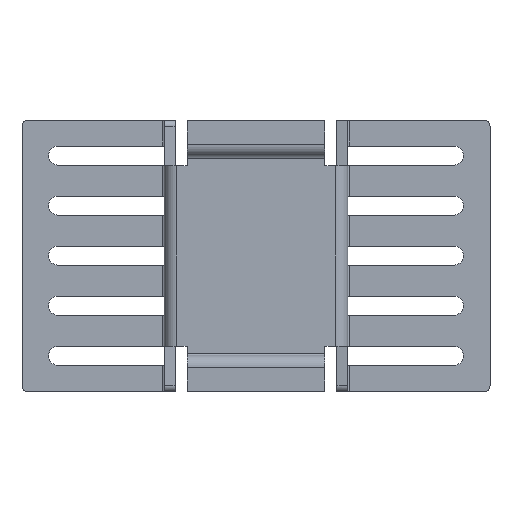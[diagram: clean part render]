
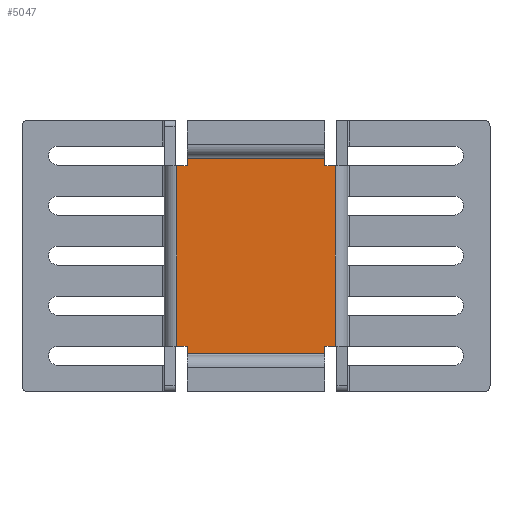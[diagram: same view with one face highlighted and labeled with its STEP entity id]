
A CAD part, front view. The second image highlights one B-rep face of the part: STEP entity #5047.
In plain terms, the highlighted planar face has unit normal (0, -1, 0).
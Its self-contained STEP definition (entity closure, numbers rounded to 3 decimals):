
#87 = EDGE_CURVE ( 'NONE', #7143, #8193, #4542, .T. ) ;
#91 = ORIENTED_EDGE ( 'NONE', *, *, #1687, .T. ) ;
#97 = VECTOR ( 'NONE', #4640, 1000. ) ;
#240 = ORIENTED_EDGE ( 'NONE', *, *, #1265, .T. ) ;
#299 = ORIENTED_EDGE ( 'NONE', *, *, #4223, .T. ) ;
#318 = EDGE_CURVE ( 'NONE', #2472, #421, #1734, .T. ) ;
#360 = VERTEX_POINT ( 'NONE', #5711 ) ;
#365 = CARTESIAN_POINT ( 'NONE',  ( -3.81, 0., 12.91 ) ) ;
#421 = VERTEX_POINT ( 'NONE', #4535 ) ;
#445 = CARTESIAN_POINT ( 'NONE',  ( -3.81, 0., 2.08 ) ) ;
#640 = VERTEX_POINT ( 'NONE', #365 ) ;
#799 = CARTESIAN_POINT ( 'NONE',  ( 3.81, 0., 14.99 ) ) ;
#816 = FACE_OUTER_BOUND ( 'NONE', #6242, .T. ) ;
#953 = CARTESIAN_POINT ( 'NONE',  ( 3.81, 0., 12.49 ) ) ;
#1124 = DIRECTION ( 'NONE',  ( 0., 0., 1. ) ) ;
#1150 = VERTEX_POINT ( 'NONE', #2485 ) ;
#1160 = CARTESIAN_POINT ( 'NONE',  ( 3.81, 0., 14.99 ) ) ;
#1265 = EDGE_CURVE ( 'NONE', #3830, #4509, #2110, .T. ) ;
#1276 = CARTESIAN_POINT ( 'NONE',  ( -5.08, 0., 2.5 ) ) ;
#1286 = LINE ( 'NONE', #5815, #6810 ) ;
#1498 = LINE ( 'NONE', #2711, #3983 ) ;
#1517 = ORIENTED_EDGE ( 'NONE', *, *, #3406, .T. ) ;
#1687 = EDGE_CURVE ( 'NONE', #4509, #640, #1286, .T. ) ;
#1701 = CARTESIAN_POINT ( 'NONE',  ( -3.81, 0., 14.99 ) ) ;
#1734 = LINE ( 'NONE', #5499, #1920 ) ;
#1771 = ORIENTED_EDGE ( 'NONE', *, *, #7943, .T. ) ;
#1797 = LINE ( 'NONE', #1160, #6565 ) ;
#1818 = EDGE_CURVE ( 'NONE', #360, #1150, #1498, .T. ) ;
#1916 = CARTESIAN_POINT ( 'NONE',  ( -3.81, 0., 14.99 ) ) ;
#1920 = VECTOR ( 'NONE', #6337, 1000. ) ;
#1934 = ORIENTED_EDGE ( 'NONE', *, *, #1818, .T. ) ;
#2012 = CARTESIAN_POINT ( 'NONE',  ( -4.4, 0., 14.99 ) ) ;
#2110 = LINE ( 'NONE', #799, #8022 ) ;
#2129 = PLANE ( 'NONE',  #3781 ) ;
#2186 = ORIENTED_EDGE ( 'NONE', *, *, #87, .T. ) ;
#2220 = DIRECTION ( 'NONE',  ( 0., 0., -1. ) ) ;
#2265 = VERTEX_POINT ( 'NONE', #4190 ) ;
#2293 = DIRECTION ( 'NONE',  ( 1., 0., 0. ) ) ;
#2453 = LINE ( 'NONE', #1916, #5652 ) ;
#2458 = ORIENTED_EDGE ( 'NONE', *, *, #4374, .T. ) ;
#2472 = VERTEX_POINT ( 'NONE', #4737 ) ;
#2485 = CARTESIAN_POINT ( 'NONE',  ( 4.4, 0., 2.5 ) ) ;
#2549 = VERTEX_POINT ( 'NONE', #445 ) ;
#2567 = ORIENTED_EDGE ( 'NONE', *, *, #8390, .T. ) ;
#2629 = DIRECTION ( 'NONE',  ( 1., 0., 0. ) ) ;
#2668 = CARTESIAN_POINT ( 'NONE',  ( -5.08, 0., 14.99 ) ) ;
#2711 = CARTESIAN_POINT ( 'NONE',  ( -5.08, 0., 2.5 ) ) ;
#2872 = CARTESIAN_POINT ( 'NONE',  ( -5.08, 0., 2.08 ) ) ;
#3372 = DIRECTION ( 'NONE',  ( 0., 0., 1. ) ) ;
#3406 = EDGE_CURVE ( 'NONE', #3512, #360, #1797, .T. ) ;
#3425 = EDGE_CURVE ( 'NONE', #1150, #2265, #5601, .T. ) ;
#3512 = VERTEX_POINT ( 'NONE', #7975 ) ;
#3530 = VECTOR ( 'NONE', #7165, 1000. ) ;
#3598 = LINE ( 'NONE', #2872, #6797 ) ;
#3781 = AXIS2_PLACEMENT_3D ( 'NONE', #2668, #5929, #5274 ) ;
#3816 = DIRECTION ( 'NONE',  ( 0., 0., -1. ) ) ;
#3830 = VERTEX_POINT ( 'NONE', #953 ) ;
#3983 = VECTOR ( 'NONE', #2629, 1000. ) ;
#4082 = DIRECTION ( 'NONE',  ( -1., 0., 0. ) ) ;
#4190 = CARTESIAN_POINT ( 'NONE',  ( 4.4, 0., 12.49 ) ) ;
#4223 = EDGE_CURVE ( 'NONE', #421, #7143, #5890, .T. ) ;
#4374 = EDGE_CURVE ( 'NONE', #8193, #2549, #2453, .T. ) ;
#4509 = VERTEX_POINT ( 'NONE', #8133 ) ;
#4535 = CARTESIAN_POINT ( 'NONE',  ( -4.4, 0., 12.49 ) ) ;
#4542 = LINE ( 'NONE', #1276, #3530 ) ;
#4640 = DIRECTION ( 'NONE',  ( 0., 0., -1. ) ) ;
#4678 = LINE ( 'NONE', #5818, #6508 ) ;
#4682 = VECTOR ( 'NONE', #1124, 1000. ) ;
#4737 = CARTESIAN_POINT ( 'NONE',  ( -3.81, 0., 12.49 ) ) ;
#4817 = ORIENTED_EDGE ( 'NONE', *, *, #8097, .T. ) ;
#4899 = LINE ( 'NONE', #1701, #5961 ) ;
#4905 = DIRECTION ( 'NONE',  ( 0., 0., 1. ) ) ;
#4993 = DIRECTION ( 'NONE',  ( -1., 0., 0. ) ) ;
#5047 = ADVANCED_FACE ( 'NONE', ( #816 ), #2129, .T. ) ;
#5274 = DIRECTION ( 'NONE',  ( 0., 0., -1. ) ) ;
#5499 = CARTESIAN_POINT ( 'NONE',  ( -5.08, 0., 12.49 ) ) ;
#5601 = LINE ( 'NONE', #8115, #4682 ) ;
#5652 = VECTOR ( 'NONE', #3816, 1000. ) ;
#5711 = CARTESIAN_POINT ( 'NONE',  ( 3.81, 0., 2.5 ) ) ;
#5815 = CARTESIAN_POINT ( 'NONE',  ( -5.08, 0., 12.91 ) ) ;
#5818 = CARTESIAN_POINT ( 'NONE',  ( -5.08, 0., 12.49 ) ) ;
#5890 = LINE ( 'NONE', #2012, #97 ) ;
#5929 = DIRECTION ( 'NONE',  ( 0., -1., 0. ) ) ;
#5961 = VECTOR ( 'NONE', #2220, 1000. ) ;
#6182 = CARTESIAN_POINT ( 'NONE',  ( -4.4, 0., 2.5 ) ) ;
#6242 = EDGE_LOOP ( 'NONE', ( #299, #2186, #2458, #2567, #1517, #1934, #7734, #1771, #240, #91, #4817, #6407 ) ) ;
#6337 = DIRECTION ( 'NONE',  ( -1., 0., 0. ) ) ;
#6407 = ORIENTED_EDGE ( 'NONE', *, *, #318, .T. ) ;
#6508 = VECTOR ( 'NONE', #4082, 1000. ) ;
#6565 = VECTOR ( 'NONE', #4905, 1000. ) ;
#6797 = VECTOR ( 'NONE', #2293, 1000. ) ;
#6810 = VECTOR ( 'NONE', #4993, 1000. ) ;
#6922 = CARTESIAN_POINT ( 'NONE',  ( -3.81, 0., 2.5 ) ) ;
#7143 = VERTEX_POINT ( 'NONE', #6182 ) ;
#7165 = DIRECTION ( 'NONE',  ( 1., 0., 0. ) ) ;
#7734 = ORIENTED_EDGE ( 'NONE', *, *, #3425, .T. ) ;
#7943 = EDGE_CURVE ( 'NONE', #2265, #3830, #4678, .T. ) ;
#7975 = CARTESIAN_POINT ( 'NONE',  ( 3.81, 0., 2.08 ) ) ;
#8022 = VECTOR ( 'NONE', #3372, 1000. ) ;
#8097 = EDGE_CURVE ( 'NONE', #640, #2472, #4899, .T. ) ;
#8115 = CARTESIAN_POINT ( 'NONE',  ( 4.4, 0., 14.99 ) ) ;
#8133 = CARTESIAN_POINT ( 'NONE',  ( 3.81, 0., 12.91 ) ) ;
#8193 = VERTEX_POINT ( 'NONE', #6922 ) ;
#8390 = EDGE_CURVE ( 'NONE', #2549, #3512, #3598, .T. ) ;
